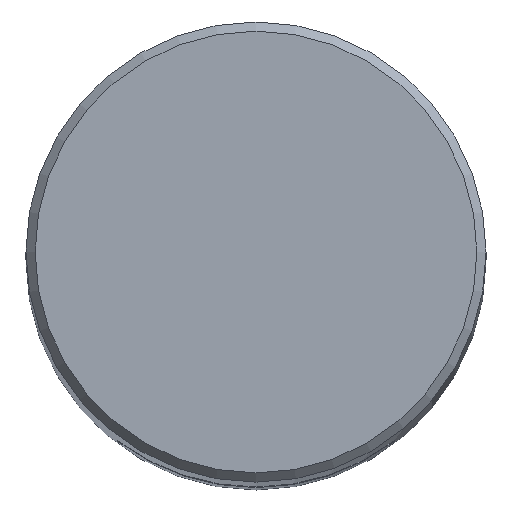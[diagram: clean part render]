
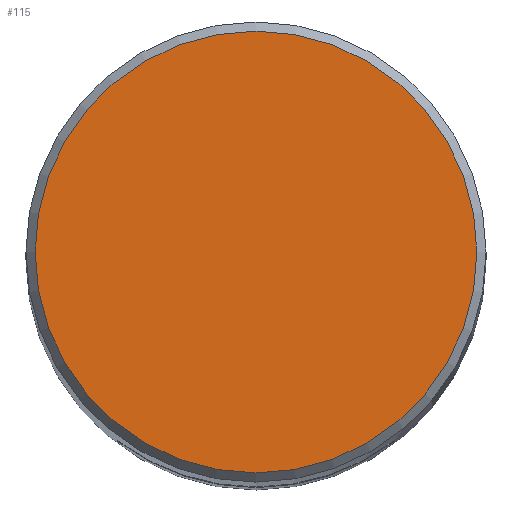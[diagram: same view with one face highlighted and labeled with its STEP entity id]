
A CAD part, top view. The second image highlights one B-rep face of the part: STEP entity #115.
In plain terms, the highlighted planar face has unit normal (0, 0, 1).
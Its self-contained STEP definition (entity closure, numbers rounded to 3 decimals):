
#26=FACE_OUTER_BOUND('',#35,.T.);
#35=EDGE_LOOP('',(#102));
#55=CIRCLE('',#142,2.4);
#63=VERTEX_POINT('',#207);
#75=EDGE_CURVE('',#63,#63,#55,.T.);
#102=ORIENTED_EDGE('',*,*,#75,.F.);
#107=PLANE('',#143);
#115=ADVANCED_FACE('',(#26),#107,.T.);
#142=AXIS2_PLACEMENT_3D('',#208,#176,#177);
#143=AXIS2_PLACEMENT_3D('',#210,#179,#180);
#176=DIRECTION('center_axis',(0.,0.,-1.));
#177=DIRECTION('ref_axis',(1.,0.,0.));
#179=DIRECTION('center_axis',(0.,0.,1.));
#180=DIRECTION('ref_axis',(1.,0.,0.));
#207=CARTESIAN_POINT('',(-2.4,0.,49.));
#208=CARTESIAN_POINT('Origin',(0.,0.,49.));
#210=CARTESIAN_POINT('Origin',(0.,0.,49.));
